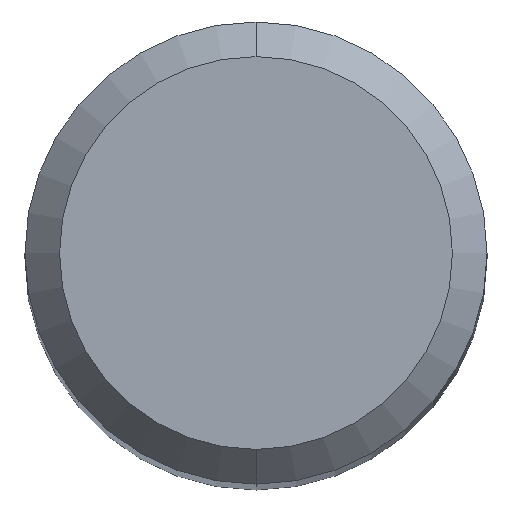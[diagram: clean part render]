
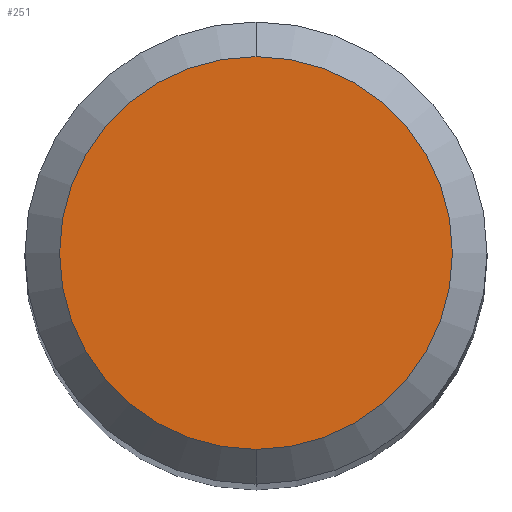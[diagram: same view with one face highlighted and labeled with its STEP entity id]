
A CAD part, top view. The second image highlights one B-rep face of the part: STEP entity #251.
In plain terms, the highlighted planar face has unit normal (0, 0, 1).
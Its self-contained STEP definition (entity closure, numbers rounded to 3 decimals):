
#209=EDGE_CURVE('',#355,#211,#521,.T.);
#211=VERTEX_POINT('',#523);
#251=ADVANCED_FACE('',(#566),#567,.T.);
#355=VERTEX_POINT('',#680);
#433=EDGE_CURVE('',#211,#355,#769,.T.);
#521=CIRCLE('',#890,1.7);
#523=CARTESIAN_POINT('',(0.,-1.7,0.));
#566=FACE_OUTER_BOUND('',#987,.T.);
#567=PLANE('',#988);
#680=CARTESIAN_POINT('',(0.0,1.7,0.));
#769=CIRCLE('',#1374,1.7);
#890=AXIS2_PLACEMENT_3D('',#1499,#1500,#1501);
#987=EDGE_LOOP('',(#1551,#1552));
#988=AXIS2_PLACEMENT_3D('',#1553,#1554,#1555);
#1374=AXIS2_PLACEMENT_3D('',#1780,#1781,#1782);
#1499=CARTESIAN_POINT('',(0.0,0.0,0.));
#1500=DIRECTION('',(0.0,0.0,-1.0));
#1501=DIRECTION('',(0.0,1.0,0.0));
#1551=ORIENTED_EDGE('',*,*,#209,.F.);
#1552=ORIENTED_EDGE('',*,*,#433,.F.);
#1553=CARTESIAN_POINT('',(0.0,0.85,0.));
#1554=DIRECTION('',(-0.0,0.0,1.0));
#1555=DIRECTION('',(0.0,-1.0,0.0));
#1780=CARTESIAN_POINT('',(0.0,0.0,0.));
#1781=DIRECTION('',(0.0,0.0,-1.0));
#1782=DIRECTION('',(0.0,1.0,0.0));
